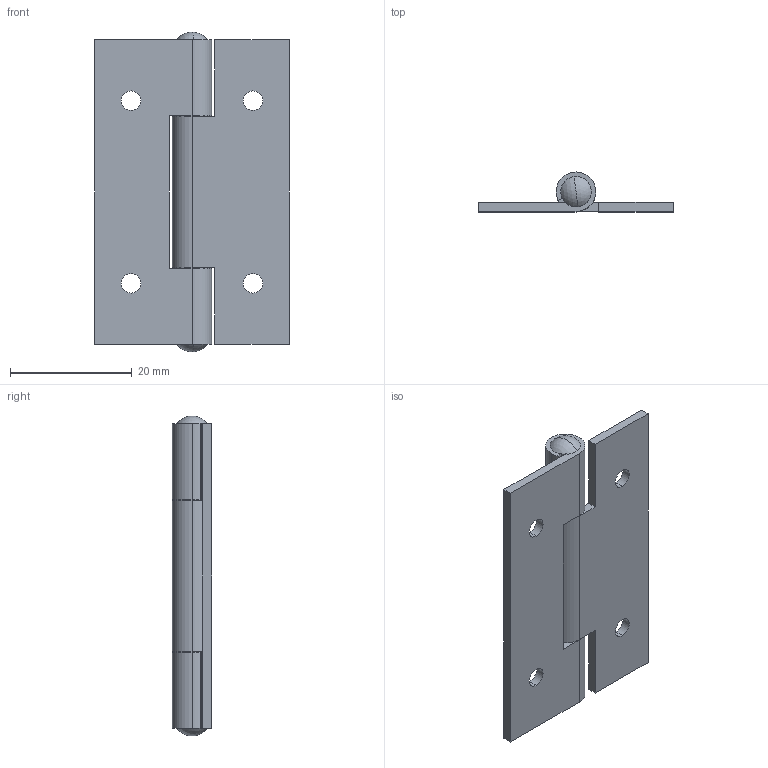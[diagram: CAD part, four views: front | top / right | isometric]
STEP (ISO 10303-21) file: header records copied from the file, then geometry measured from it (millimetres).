
FILE_DESCRIPTION (( 'STEP AP203' ), '1' );
FILE_NAME ('B-1027-13.STEP', '2008-09-18T14:01:07', ( ' ' ), ( ' ' ), 'SwSTEP 2.0', 'SolidWorks 2007', '' );
FILE_SCHEMA (( 'CONFIG_CONTROL_DESIGN' ));
Length unit declared in the file: millimetre
Products named in the file (4): B-1027-10乣13僸儞僕A_b-1027-13; B-1027-10乣13幉_b-1027-13; B-1027-10乣13僸儞僕B_b-1027-13; B-1027-13
Assembly tree (3 placements, depth 2):
  B-1027-13
    B-1027-10乣13幉_b-1027-13
    B-1027-10乣13僸儞僕B_b-1027-13
    B-1027-10乣13僸儞僕A_b-1027-13
Bounding box: 32 x 6.5 x 52.5 mm (x, y, z)
Volume: 3413.2 mm3; surface area: 5172.8 mm2
Topology: 3 solids, 3 shells, 54 faces, 140 edges, 94 vertices
Faces by surface type: cylinder 28, plane 22, sphere 4
Entity records: 2114 total; most frequent: DIRECTION 324, CARTESIAN_POINT 294, ORIENTED_EDGE 280, EDGE_CURVE 140, AXIS2_PLACEMENT_3D 124, VERTEX_POINT 94, LINE 76, VECTOR 76
